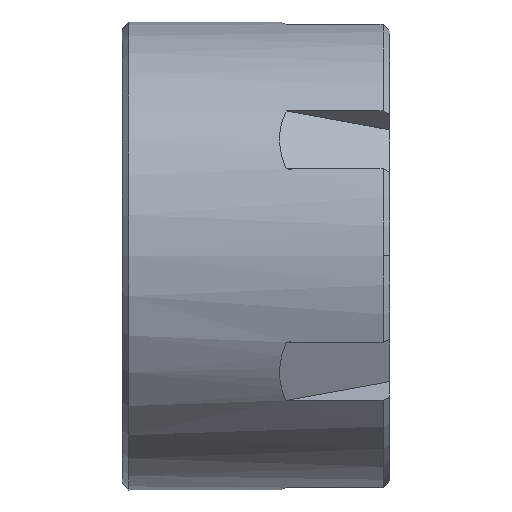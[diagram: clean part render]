
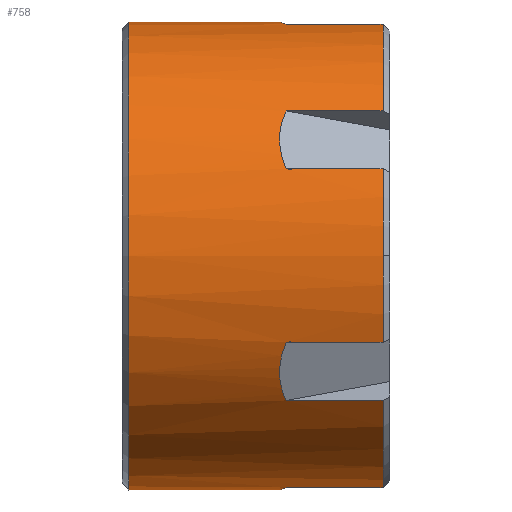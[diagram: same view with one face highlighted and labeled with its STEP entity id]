
A CAD part, top view. The second image highlights one B-rep face of the part: STEP entity #758.
In plain terms, the highlighted cylindrical face has radius 17.5 mm (diameter 35 mm), a full revolution.
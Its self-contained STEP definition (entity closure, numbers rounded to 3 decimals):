
#102=CYLINDRICAL_SURFACE('',#820,17.5);
#103=ELLIPSE('',#791,51.167,17.5);
#104=ELLIPSE('',#824,51.167,17.5);
#105=ELLIPSE('',#825,51.167,17.5);
#106=ELLIPSE('',#827,51.167,17.5);
#107=ELLIPSE('',#829,51.167,17.5);
#108=ELLIPSE('',#831,51.167,17.5);
#111=VECTOR('',#877,1.);
#130=VECTOR('',#913,1.);
#132=VECTOR('',#922,1.);
#135=VECTOR('',#926,1.);
#140=VECTOR('',#961,1.);
#141=VECTOR('',#968,1.);
#142=VECTOR('',#971,1.);
#143=VECTOR('',#972,1.);
#144=VECTOR('',#975,1.);
#145=VECTOR('',#978,1.);
#146=VECTOR('',#981,1.);
#147=VECTOR('',#984,1.);
#148=VECTOR('',#987,1.);
#162=LINE('',#1073,#111);
#181=LINE('',#1135,#130);
#183=LINE('',#1148,#132);
#186=LINE('',#1154,#135);
#191=LINE('',#1193,#140);
#192=LINE('',#1200,#141);
#193=LINE('',#1204,#142);
#194=LINE('',#1205,#143);
#195=LINE('',#1209,#144);
#196=LINE('',#1213,#145);
#197=LINE('',#1217,#146);
#198=LINE('',#1221,#147);
#199=LINE('',#1225,#148);
#236=VERTEX_POINT('',#1057);
#238=VERTEX_POINT('',#1060);
#242=VERTEX_POINT('',#1072);
#243=VERTEX_POINT('',#1074);
#244=VERTEX_POINT('',#1081);
#267=VERTEX_POINT('',#1134);
#270=VERTEX_POINT('',#1147);
#271=VERTEX_POINT('',#1149);
#272=VERTEX_POINT('',#1153);
#273=VERTEX_POINT('',#1155);
#275=VERTEX_POINT('',#1165);
#283=VERTEX_POINT('',#1194);
#284=VERTEX_POINT('',#1195);
#285=VERTEX_POINT('',#1197);
#286=VERTEX_POINT('',#1201);
#287=VERTEX_POINT('',#1203);
#288=VERTEX_POINT('',#1206);
#289=VERTEX_POINT('',#1208);
#290=VERTEX_POINT('',#1210);
#291=VERTEX_POINT('',#1212);
#292=VERTEX_POINT('',#1214);
#293=VERTEX_POINT('',#1216);
#294=VERTEX_POINT('',#1218);
#295=VERTEX_POINT('',#1220);
#296=VERTEX_POINT('',#1222);
#297=VERTEX_POINT('',#1224);
#298=VERTEX_POINT('',#1226);
#306=CIRCLE('',#787,17.5);
#317=CIRCLE('',#808,17.5);
#324=CIRCLE('',#821,17.5);
#325=CIRCLE('',#822,17.5);
#326=CIRCLE('',#823,17.5);
#327=CIRCLE('',#826,17.5);
#328=CIRCLE('',#828,17.5);
#329=CIRCLE('',#830,17.5);
#330=CIRCLE('',#832,17.5);
#340=EDGE_CURVE('',#238,#236,#306,.T.);
#345=EDGE_CURVE('',#242,#243,#162,.T.);
#347=EDGE_CURVE('',#244,#242,#103,.T.);
#374=EDGE_CURVE('',#244,#267,#181,.T.);
#379=EDGE_CURVE('',#271,#270,#183,.T.);
#382=EDGE_CURVE('',#272,#273,#186,.T.);
#385=EDGE_CURVE('',#267,#275,#317,.T.);
#399=EDGE_CURVE('',#283,#284,#191,.T.);
#400=EDGE_CURVE('',#284,#285,#324,.T.);
#401=EDGE_CURVE('',#285,#284,#325,.T.);
#402=EDGE_CURVE('',#283,#243,#326,.T.);
#403=EDGE_CURVE('',#286,#275,#192,.T.);
#404=EDGE_CURVE('',#287,#286,#104,.T.);
#405=EDGE_CURVE('',#287,#238,#193,.T.);
#406=EDGE_CURVE('',#288,#236,#194,.T.);
#407=EDGE_CURVE('',#289,#288,#105,.T.);
#408=EDGE_CURVE('',#289,#290,#195,.T.);
#409=EDGE_CURVE('',#290,#291,#327,.T.);
#410=EDGE_CURVE('',#292,#291,#196,.T.);
#411=EDGE_CURVE('',#293,#292,#106,.T.);
#412=EDGE_CURVE('',#293,#294,#197,.T.);
#413=EDGE_CURVE('',#294,#295,#328,.T.);
#414=EDGE_CURVE('',#296,#295,#198,.T.);
#415=EDGE_CURVE('',#297,#296,#107,.T.);
#416=EDGE_CURVE('',#297,#298,#199,.T.);
#417=EDGE_CURVE('',#298,#273,#329,.T.);
#418=EDGE_CURVE('',#271,#272,#108,.T.);
#419=EDGE_CURVE('',#270,#283,#330,.T.);
#532=ORIENTED_EDGE('',*,*,#399,.T.);
#533=ORIENTED_EDGE('',*,*,#400,.T.);
#534=ORIENTED_EDGE('',*,*,#401,.T.);
#535=ORIENTED_EDGE('',*,*,#399,.F.);
#536=ORIENTED_EDGE('',*,*,#402,.T.);
#537=ORIENTED_EDGE('',*,*,#345,.F.);
#538=ORIENTED_EDGE('',*,*,#347,.F.);
#539=ORIENTED_EDGE('',*,*,#374,.T.);
#540=ORIENTED_EDGE('',*,*,#385,.T.);
#541=ORIENTED_EDGE('',*,*,#403,.F.);
#542=ORIENTED_EDGE('',*,*,#404,.F.);
#543=ORIENTED_EDGE('',*,*,#405,.T.);
#544=ORIENTED_EDGE('',*,*,#340,.T.);
#545=ORIENTED_EDGE('',*,*,#406,.F.);
#546=ORIENTED_EDGE('',*,*,#407,.F.);
#547=ORIENTED_EDGE('',*,*,#408,.T.);
#548=ORIENTED_EDGE('',*,*,#409,.T.);
#549=ORIENTED_EDGE('',*,*,#410,.F.);
#550=ORIENTED_EDGE('',*,*,#411,.F.);
#551=ORIENTED_EDGE('',*,*,#412,.T.);
#552=ORIENTED_EDGE('',*,*,#413,.T.);
#553=ORIENTED_EDGE('',*,*,#414,.F.);
#554=ORIENTED_EDGE('',*,*,#415,.F.);
#555=ORIENTED_EDGE('',*,*,#416,.T.);
#556=ORIENTED_EDGE('',*,*,#417,.T.);
#557=ORIENTED_EDGE('',*,*,#382,.F.);
#558=ORIENTED_EDGE('',*,*,#418,.F.);
#559=ORIENTED_EDGE('',*,*,#379,.T.);
#560=ORIENTED_EDGE('',*,*,#419,.T.);
#673=EDGE_LOOP('',(#532,#533,#534,#535,#536,#537,#538,#539,#540,#541,#542,
#543,#544,#545,#546,#547,#548,#549,#550,#551,#552,#553,#554,#555,#556,#557,
#558,#559,#560));
#717=FACE_BOUND('',#673,.T.);
#758=ADVANCED_FACE('',(#717),#102,.T.);
#787=AXIS2_PLACEMENT_3D('',#1059,#870,#871);
#791=AXIS2_PLACEMENT_3D('',#1080,#879,#880);
#808=AXIS2_PLACEMENT_3D('',#1164,#932,#933);
#820=AXIS2_PLACEMENT_3D('',#1192,#959,#960);
#821=AXIS2_PLACEMENT_3D('',#1196,#962,#963);
#822=AXIS2_PLACEMENT_3D('',#1198,#964,#965);
#823=AXIS2_PLACEMENT_3D('',#1199,#966,#967);
#824=AXIS2_PLACEMENT_3D('',#1202,#969,#970);
#825=AXIS2_PLACEMENT_3D('',#1207,#973,#974);
#826=AXIS2_PLACEMENT_3D('',#1211,#976,#977);
#827=AXIS2_PLACEMENT_3D('',#1215,#979,#980);
#828=AXIS2_PLACEMENT_3D('',#1219,#982,#983);
#829=AXIS2_PLACEMENT_3D('',#1223,#985,#986);
#830=AXIS2_PLACEMENT_3D('',#1227,#988,#989);
#831=AXIS2_PLACEMENT_3D('',#1228,#990,#991);
#832=AXIS2_PLACEMENT_3D('',#1229,#992,#993);
#870=DIRECTION('',(-1.,0.,0.));
#871=DIRECTION('',(0.,0.,-17.5));
#877=DIRECTION('',(1.,0.,0.));
#879=DIRECTION('',(0.342,0.47,0.814));
#880=DIRECTION('',(-48.081,8.75,15.155));
#913=DIRECTION('',(1.,0.,0.));
#922=DIRECTION('',(1.,0.,0.));
#926=DIRECTION('',(1.,0.,0.));
#932=DIRECTION('',(-1.,0.,0.));
#933=DIRECTION('',(0.,0.,-17.5));
#959=DIRECTION('',(1.,0.,0.));
#960=DIRECTION('',(0.,0.,17.5));
#961=DIRECTION('',(-1.,0.,0.));
#962=DIRECTION('',(1.,0.,0.));
#963=DIRECTION('',(0.,0.,17.5));
#964=DIRECTION('',(1.,0.,0.));
#965=DIRECTION('',(0.,0.,17.5));
#966=DIRECTION('',(-1.,0.,0.));
#967=DIRECTION('',(0.,0.,-17.5));
#968=DIRECTION('',(1.,0.,0.));
#969=DIRECTION('',(0.342,0.94,0.));
#970=DIRECTION('',(-48.081,17.5,0.));
#971=DIRECTION('',(1.,0.,0.));
#972=DIRECTION('',(1.,0.,0.));
#973=DIRECTION('',(0.342,0.47,-0.814));
#974=DIRECTION('',(-48.081,8.75,-15.155));
#975=DIRECTION('',(1.,0.,0.));
#976=DIRECTION('',(-1.,0.,0.));
#977=DIRECTION('',(0.,0.,-17.5));
#978=DIRECTION('',(1.,0.,0.));
#979=DIRECTION('',(0.342,-0.47,-0.814));
#980=DIRECTION('',(-48.081,-8.75,-15.155));
#981=DIRECTION('',(1.,0.,0.));
#982=DIRECTION('',(-1.,0.,0.));
#983=DIRECTION('',(0.,0.,-17.5));
#984=DIRECTION('',(1.,0.,0.));
#985=DIRECTION('',(0.342,-0.94,0.));
#986=DIRECTION('',(-48.081,-17.5,0.));
#987=DIRECTION('',(1.,0.,0.));
#988=DIRECTION('',(-1.,0.,0.));
#989=DIRECTION('',(0.,0.,-17.5));
#990=DIRECTION('',(0.342,-0.47,0.814));
#991=DIRECTION('',(-48.081,-8.75,15.155));
#992=DIRECTION('',(-1.,0.,0.));
#993=DIRECTION('',(0.,0.,-17.5));
#1057=CARTESIAN_POINT('',(-0.5,10.825,-13.75));
#1059=CARTESIAN_POINT('',(-0.5,0.,0.));
#1060=CARTESIAN_POINT('',(-0.5,17.321,-2.5));
#1072=CARTESIAN_POINT('',(-7.749,6.495,16.25));
#1073=CARTESIAN_POINT('',(-7.749,6.495,16.25));
#1074=CARTESIAN_POINT('',(-0.5,6.495,16.25));
#1080=CARTESIAN_POINT('',(39.838,0.,0.));
#1081=CARTESIAN_POINT('',(-7.749,10.825,13.75));
#1134=CARTESIAN_POINT('',(-0.5,10.825,13.75));
#1135=CARTESIAN_POINT('',(-7.749,10.825,13.75));
#1147=CARTESIAN_POINT('',(-0.5,-6.495,16.25));
#1148=CARTESIAN_POINT('',(-7.749,-6.495,16.25));
#1149=CARTESIAN_POINT('',(-7.749,-6.495,16.25));
#1153=CARTESIAN_POINT('',(-7.749,-10.825,13.75));
#1154=CARTESIAN_POINT('',(-7.749,-10.825,13.75));
#1155=CARTESIAN_POINT('',(-0.5,-10.825,13.75));
#1164=CARTESIAN_POINT('',(-0.5,0.,0.));
#1165=CARTESIAN_POINT('',(-0.5,17.321,2.5));
#1192=CARTESIAN_POINT('',(0.,0.,0.));
#1193=CARTESIAN_POINT('',(-20.,0.,17.5));
#1194=CARTESIAN_POINT('',(-0.5,0.,17.5));
#1195=CARTESIAN_POINT('',(-19.5,0.,17.5));
#1196=CARTESIAN_POINT('',(-19.5,0.,0.));
#1197=CARTESIAN_POINT('',(-19.5,0.,-17.5));
#1198=CARTESIAN_POINT('',(-19.5,0.,0.));
#1199=CARTESIAN_POINT('',(-0.5,0.,0.));
#1200=CARTESIAN_POINT('',(-7.749,17.321,2.5));
#1201=CARTESIAN_POINT('',(-7.749,17.321,2.5));
#1202=CARTESIAN_POINT('',(39.838,0.,0.));
#1203=CARTESIAN_POINT('',(-7.749,17.321,-2.5));
#1204=CARTESIAN_POINT('',(-7.749,17.321,-2.5));
#1205=CARTESIAN_POINT('',(-7.749,10.825,-13.75));
#1206=CARTESIAN_POINT('',(-7.749,10.825,-13.75));
#1207=CARTESIAN_POINT('',(39.838,0.,0.));
#1208=CARTESIAN_POINT('',(-7.749,6.495,-16.25));
#1209=CARTESIAN_POINT('',(-7.749,6.495,-16.25));
#1210=CARTESIAN_POINT('',(-0.5,6.495,-16.25));
#1211=CARTESIAN_POINT('',(-0.5,0.,0.));
#1212=CARTESIAN_POINT('',(-0.5,-6.495,-16.25));
#1213=CARTESIAN_POINT('',(-7.749,-6.495,-16.25));
#1214=CARTESIAN_POINT('',(-7.749,-6.495,-16.25));
#1215=CARTESIAN_POINT('',(39.838,0.,0.));
#1216=CARTESIAN_POINT('',(-7.749,-10.825,-13.75));
#1217=CARTESIAN_POINT('',(-7.749,-10.825,-13.75));
#1218=CARTESIAN_POINT('',(-0.5,-10.825,-13.75));
#1219=CARTESIAN_POINT('',(-0.5,0.,0.));
#1220=CARTESIAN_POINT('',(-0.5,-17.321,-2.5));
#1221=CARTESIAN_POINT('',(-7.749,-17.321,-2.5));
#1222=CARTESIAN_POINT('',(-7.749,-17.321,-2.5));
#1223=CARTESIAN_POINT('',(39.838,0.,0.));
#1224=CARTESIAN_POINT('',(-7.749,-17.321,2.5));
#1225=CARTESIAN_POINT('',(-7.749,-17.321,2.5));
#1226=CARTESIAN_POINT('',(-0.5,-17.321,2.5));
#1227=CARTESIAN_POINT('',(-0.5,0.,0.));
#1228=CARTESIAN_POINT('',(39.838,0.,0.));
#1229=CARTESIAN_POINT('',(-0.5,0.,0.));
